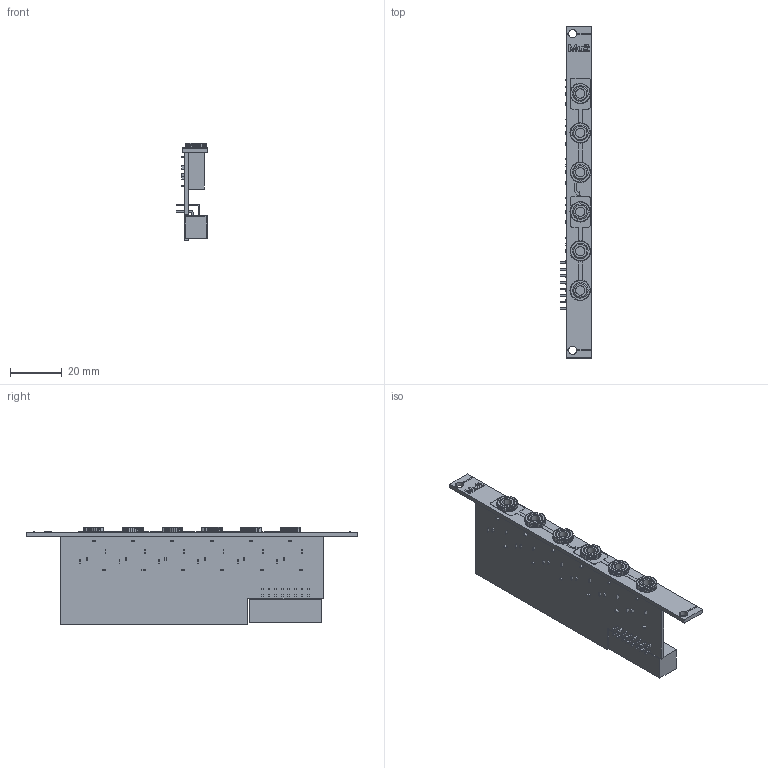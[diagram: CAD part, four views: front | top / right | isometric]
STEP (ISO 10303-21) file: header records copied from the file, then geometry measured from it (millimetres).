
FILE_DESCRIPTION (( 'STEP AP214' ), '1' );
FILE_NAME ('Buffered Multiple.STEP', '2021-06-18T03:39:51', ( '' ), ( '' ), 'SwSTEP 2.0', 'SolidWorks 2020', '' );
FILE_SCHEMA (( 'AUTOMOTIVE_DESIGN' ));
Length unit declared in the file: millimetre
Products named in the file (6): Teil2^Buffered Multiple; ID_1_2; Teil4^Buffered Multiple; Buffered Multiple; Wannenstecker Buchse gewinkelt 2x8; PJ324M
Assembly tree (15 placements, depth 2):
  Buffered Multiple
    Teil2^Buffered Multiple
    PJ324M  x6
    Teil4^Buffered Multiple
    ID_1_2  x6
    Wannenstecker Buchse gewinkelt 2x8
Bounding box: 12.15 x 128.5 x 37.89 mm (x, y, z)
Volume: 14151 mm3; surface area: 17621.9 mm2
Topology: 31 solids, 31 shells, 1490 faces, 4085 edges, 2696 vertices
Faces by surface type: plane 916, cone 390, cylinder 92, bspline 92
Entity records: 25948 total; most frequent: CARTESIAN_POINT 6843, ORIENTED_EDGE 3190, DIRECTION 2554, EDGE_CURVE 1595, LINE 1082, VECTOR 1082, VERTEX_POINT 1041, AXIS2_PLACEMENT_3D 736
